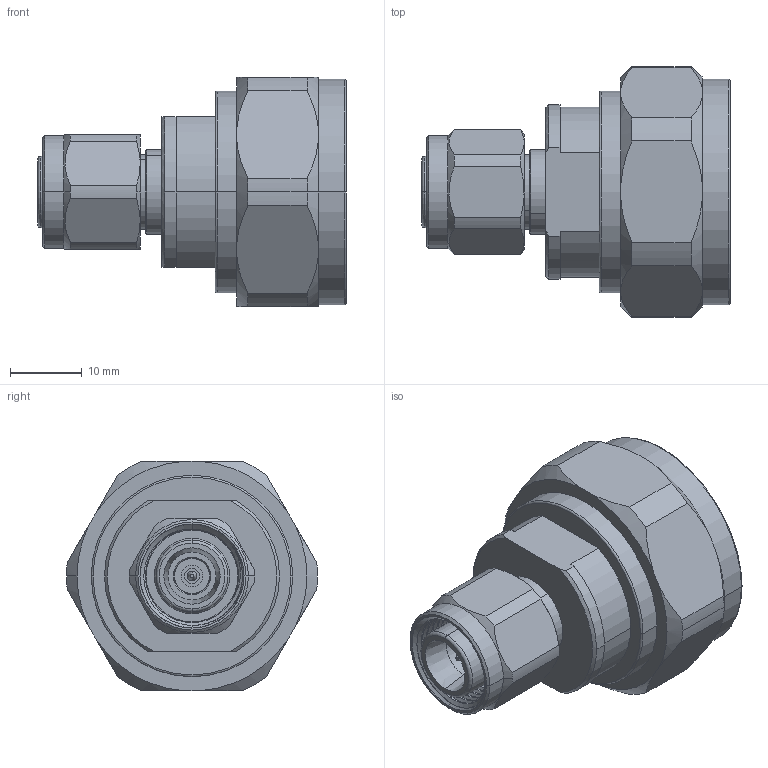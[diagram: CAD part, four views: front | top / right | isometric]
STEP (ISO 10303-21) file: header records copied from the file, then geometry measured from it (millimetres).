
FILE_DESCRIPTION (( 'STEP AP214' ), '1' );
FILE_NAME ('FMAD1274.step', '2021-07-16T15:11:28', ( '' ), ( '' ), 'SwSTEP 2.0', 'SolidWorks 2020', '' );
FILE_SCHEMA (( 'AUTOMOTIVE_DESIGN' ));
Length unit declared in the file: inch
Products named in the file (1): FMAD1274
Bounding box: 43 x 35 x 32 mm (x, y, z)
Volume: 14646 mm3; surface area: 10006.6 mm2
Topology: 1 solids, 3 shells, 210 faces, 516 edges, 332 vertices
Faces by surface type: cylinder 88, plane 51, cone 45, torus 20, bspline 6
Entity records: 8705 total; most frequent: CARTESIAN_POINT 3789, DIRECTION 1041, ORIENTED_EDGE 1032, EDGE_CURVE 516, AXIS2_PLACEMENT_3D 437, VERTEX_POINT 332, EDGE_LOOP 234, CIRCLE 232
